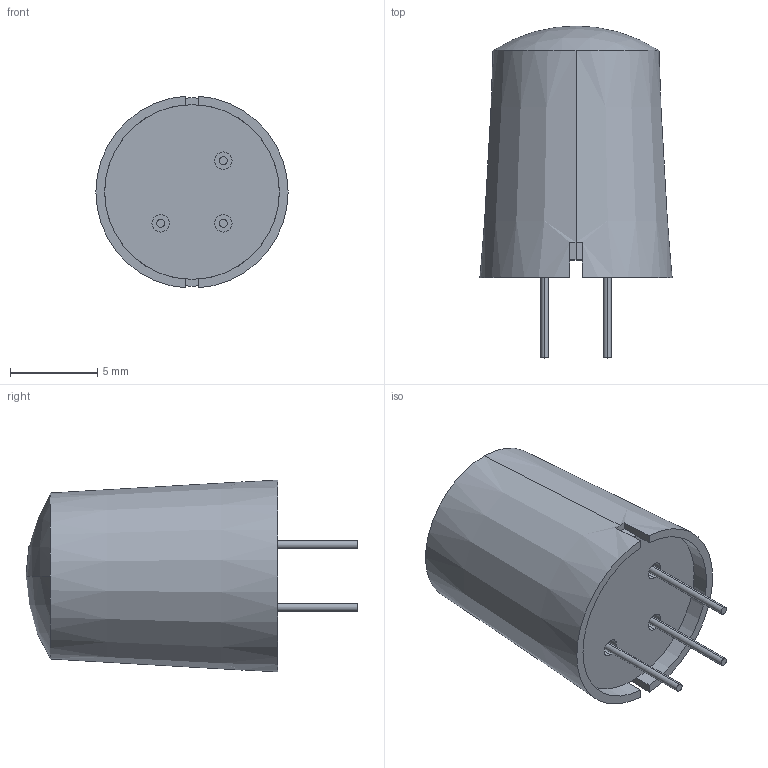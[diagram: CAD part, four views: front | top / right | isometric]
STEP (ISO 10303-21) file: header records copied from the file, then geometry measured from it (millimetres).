
FILE_DESCRIPTION (( 'STEP AP214' ), '1' );
FILE_NAME ('EKMC1601111.STEP', '2018-06-12T10:35:06', ( '' ), ( '' ), 'SwSTEP 2.0', 'SolidWorks 2017', '' );
FILE_SCHEMA (( 'AUTOMOTIVE_DESIGN' ));
Length unit declared in the file: millimetre
Products named in the file (1): EKMC1601111
Bounding box: 11 x 19 x 10.98 mm (x, y, z)
Volume: 1046.7 mm3; surface area: 874.1 mm2
Topology: 5 solids, 5 shells, 35 faces, 76 edges, 51 vertices
Faces by surface type: cylinder 16, plane 15, sphere 2, cone 2
Entity records: 1080 total; most frequent: DIRECTION 188, CARTESIAN_POINT 187, ORIENTED_EDGE 152, AXIS2_PLACEMENT_3D 80, EDGE_CURVE 76, VERTEX_POINT 51, CIRCLE 44, EDGE_LOOP 41
